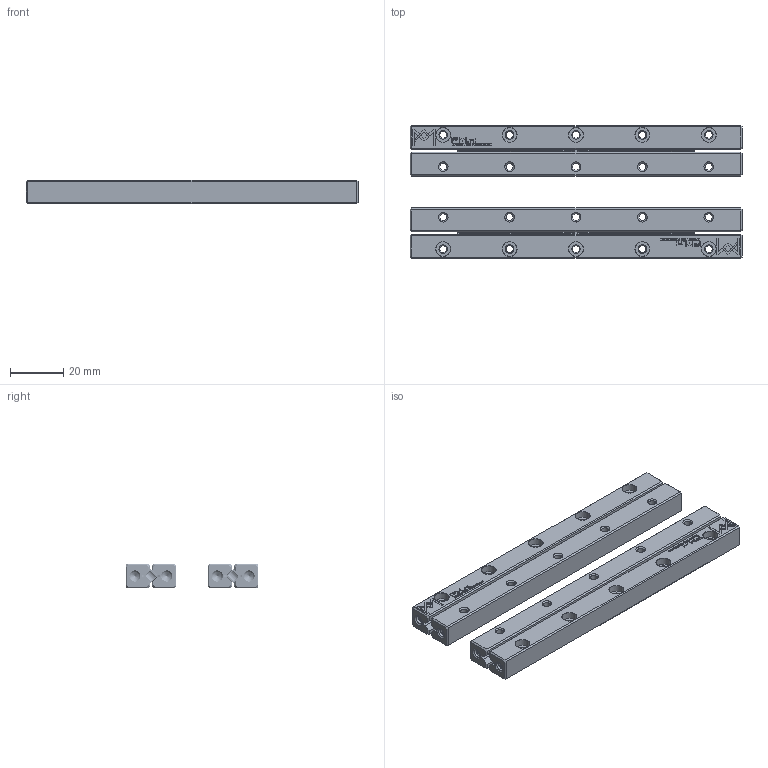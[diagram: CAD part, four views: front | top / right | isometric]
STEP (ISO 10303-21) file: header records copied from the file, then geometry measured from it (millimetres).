
FILE_DESCRIPTION(/* description */ (''),/* implementation_level */ '2;1');
FILE_NAME(/* name */ 'Set RNG-4125x18KRE-ACC_stp.stp',/* time_stamp */ '2025-05-02T14:51:19+02:00',/* author */ (''),/* organization */ (''),/* preprocessor_version */ 'ST-DEVELOPER v16.7',/* originating_system */ 'SIEMENS PLM Software NX 12.0',/* authorisation */ '');
FILE_SCHEMA (('AUTOMOTIVE_DESIGN { 1 0 10303 214 3 1 1 1 }'));
Products named in the file (1): Set RNG-4125x18KRE-ACC_stp
Bounding box: 125 x 50 x 9 mm (x, y, z)
Volume: 36826.5 mm3; surface area: 30352 mm2
Topology: 52 solids, 52 shells, 4716 faces, 13230 edges, 8738 vertices
Faces by surface type: plane 2908, cylinder 896, bspline 360, torus 296, cone 164, extrusion 92
Full cylindrical faces by diameter (mm): 0.5 x160, 1.5 x8, 2 x36, 2.26 x8, 2.65 x20, 3.2 x8, 4 x36, 5.5 x20
Entity records: 163902 total; most frequent: CARTESIAN_POINT 37277, ORIENTED_EDGE 25224, DIRECTION 22634, EDGE_CURVE 12612, VECTOR 8840, LINE 8748, VERTEX_POINT 8584, AXIS2_PLACEMENT_3D 6897
